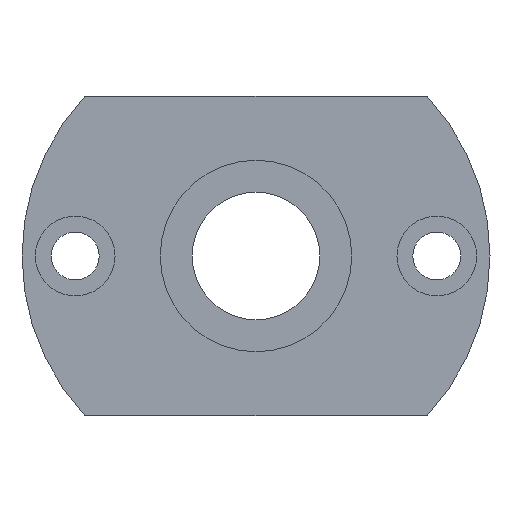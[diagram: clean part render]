
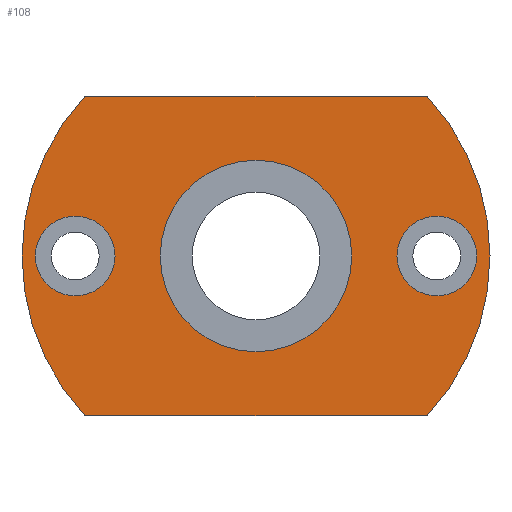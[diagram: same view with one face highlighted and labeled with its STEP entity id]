
A CAD part, left-side view. The second image highlights one B-rep face of the part: STEP entity #108.
In plain terms, the highlighted planar face has unit normal (-1, 0, 0).
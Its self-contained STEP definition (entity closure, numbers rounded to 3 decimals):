
#108 = ADVANCED_FACE( '', ( #185, #186, #187, #188 ), #189, .T. );
#185 = FACE_BOUND( '', #265, .T. );
#186 = FACE_BOUND( '', #266, .T. );
#187 = FACE_OUTER_BOUND( '', #267, .T. );
#188 = FACE_BOUND( '', #268, .T. );
#189 = PLANE( '', #269 );
#265 = EDGE_LOOP( '', ( #515, #516 ) );
#266 = EDGE_LOOP( '', ( #517, #518 ) );
#267 = EDGE_LOOP( '', ( #519, #520, #521, #522, #523, #524 ) );
#268 = EDGE_LOOP( '', ( #525, #526 ) );
#269 = AXIS2_PLACEMENT_3D( '', #527, #528, #529 );
#515 = ORIENTED_EDGE( '', *, *, #583, .T. );
#516 = ORIENTED_EDGE( '', *, *, #573, .T. );
#517 = ORIENTED_EDGE( '', *, *, #587, .T. );
#518 = ORIENTED_EDGE( '', *, *, #565, .T. );
#519 = ORIENTED_EDGE( '', *, *, #589, .T. );
#520 = ORIENTED_EDGE( '', *, *, #561, .T. );
#521 = ORIENTED_EDGE( '', *, *, #595, .T. );
#522 = ORIENTED_EDGE( '', *, *, #592, .T. );
#523 = ORIENTED_EDGE( '', *, *, #596, .T. );
#524 = ORIENTED_EDGE( '', *, *, #559, .T. );
#525 = ORIENTED_EDGE( '', *, *, #598, .F. );
#526 = ORIENTED_EDGE( '', *, *, #555, .F. );
#527 = CARTESIAN_POINT( '', ( 0., 15.5, 0. ) );
#528 = DIRECTION( '', ( -1., 0., 0. ) );
#529 = DIRECTION( '', ( 0., 1., 0. ) );
#555 = EDGE_CURVE( '', #657, #653, #659, .T. );
#559 = EDGE_CURVE( '', #661, #665, #667, .T. );
#561 = EDGE_CURVE( '', #671, #668, #672, .T. );
#565 = EDGE_CURVE( '', #679, #676, #680, .T. );
#573 = EDGE_CURVE( '', #695, #692, #696, .T. );
#583 = EDGE_CURVE( '', #692, #695, #711, .T. );
#587 = EDGE_CURVE( '', #676, #679, #715, .T. );
#589 = EDGE_CURVE( '', #665, #671, #717, .T. );
#592 = EDGE_CURVE( '', #723, #721, #724, .T. );
#595 = EDGE_CURVE( '', #668, #723, #727, .T. );
#596 = EDGE_CURVE( '', #721, #661, #728, .T. );
#598 = EDGE_CURVE( '', #653, #657, #730, .T. );
#653 = VERTEX_POINT( '', #793 );
#657 = VERTEX_POINT( '', #798 );
#659 = CIRCLE( '', #801, 9. );
#661 = VERTEX_POINT( '', #803 );
#665 = VERTEX_POINT( '', #808 );
#667 = CIRCLE( '', #811, 22. );
#668 = VERTEX_POINT( '', #812 );
#671 = VERTEX_POINT( '', #816 );
#672 = CIRCLE( '', #817, 22. );
#676 = VERTEX_POINT( '', #822 );
#679 = VERTEX_POINT( '', #826 );
#680 = CIRCLE( '', #827, 3.75 );
#692 = VERTEX_POINT( '', #842 );
#695 = VERTEX_POINT( '', #846 );
#696 = CIRCLE( '', #847, 3.75 );
#711 = CIRCLE( '', #865, 3.75 );
#715 = CIRCLE( '', #869, 3.75 );
#717 = LINE( '', #872, #873 );
#721 = VERTEX_POINT( '', #878 );
#723 = VERTEX_POINT( '', #881 );
#724 = LINE( '', #882, #883 );
#727 = CIRCLE( '', #887, 22. );
#728 = CIRCLE( '', #888, 22. );
#730 = CIRCLE( '', #890, 9. );
#793 = CARTESIAN_POINT( '', ( 0., 9., 0. ) );
#798 = CARTESIAN_POINT( '', ( 0., -9., 0. ) );
#801 = AXIS2_PLACEMENT_3D( '', #956, #957, #958 );
#803 = CARTESIAN_POINT( '', ( 0., 22., 0. ) );
#808 = CARTESIAN_POINT( '', ( 0., 16.093, -15. ) );
#811 = AXIS2_PLACEMENT_3D( '', #964, #965, #966 );
#812 = CARTESIAN_POINT( '', ( 0., -22., 0. ) );
#816 = CARTESIAN_POINT( '', ( 0., -16.093, -15. ) );
#817 = AXIS2_PLACEMENT_3D( '', #968, #969, #970 );
#822 = CARTESIAN_POINT( '', ( 0., 20.75, 0. ) );
#826 = CARTESIAN_POINT( '', ( 0., 13.25, 0. ) );
#827 = AXIS2_PLACEMENT_3D( '', #976, #977, #978 );
#842 = CARTESIAN_POINT( '', ( 0., -13.25, 0. ) );
#846 = CARTESIAN_POINT( '', ( 0., -20.75, 0. ) );
#847 = AXIS2_PLACEMENT_3D( '', #992, #993, #994 );
#865 = AXIS2_PLACEMENT_3D( '', #1016, #1017, #1018 );
#869 = AXIS2_PLACEMENT_3D( '', #1028, #1029, #1030 );
#872 = CARTESIAN_POINT( '', ( 0., -0.297, -15. ) );
#873 = VECTOR( '', #1032, 1. );
#878 = CARTESIAN_POINT( '', ( 0., 16.093, 15. ) );
#881 = CARTESIAN_POINT( '', ( 0., -16.093, 15. ) );
#882 = CARTESIAN_POINT( '', ( 0., 15.797, 15. ) );
#883 = VECTOR( '', #1035, 1. );
#887 = AXIS2_PLACEMENT_3D( '', #1040, #1041, #1042 );
#888 = AXIS2_PLACEMENT_3D( '', #1043, #1044, #1045 );
#890 = AXIS2_PLACEMENT_3D( '', #1049, #1050, #1051 );
#956 = CARTESIAN_POINT( '', ( 0., 0., 0. ) );
#957 = DIRECTION( '', ( -1., 0., 0. ) );
#958 = DIRECTION( '', ( 0., 1., 0. ) );
#964 = CARTESIAN_POINT( '', ( 0., 0., 0. ) );
#965 = DIRECTION( '', ( -1., 0., 0. ) );
#966 = DIRECTION( '', ( 0., 1., 0. ) );
#968 = CARTESIAN_POINT( '', ( 0., 0., 0. ) );
#969 = DIRECTION( '', ( -1., 0., 0. ) );
#970 = DIRECTION( '', ( 0., 1., 0. ) );
#976 = CARTESIAN_POINT( '', ( 0., 17., 0. ) );
#977 = DIRECTION( '', ( 1., 0., 0. ) );
#978 = DIRECTION( '', ( 0., 1., 0. ) );
#992 = CARTESIAN_POINT( '', ( 0., -17., 0. ) );
#993 = DIRECTION( '', ( 1., 0., 0. ) );
#994 = DIRECTION( '', ( 0., 1., 0. ) );
#1016 = CARTESIAN_POINT( '', ( 0., -17., 0. ) );
#1017 = DIRECTION( '', ( 1., 0., 0. ) );
#1018 = DIRECTION( '', ( 0., 1., 0. ) );
#1028 = CARTESIAN_POINT( '', ( 0., 17., 0. ) );
#1029 = DIRECTION( '', ( 1., 0., 0. ) );
#1030 = DIRECTION( '', ( 0., 1., 0. ) );
#1032 = DIRECTION( '', ( 0., -1., 0. ) );
#1035 = DIRECTION( '', ( 0., 1., 0. ) );
#1040 = CARTESIAN_POINT( '', ( 0., 0., 0. ) );
#1041 = DIRECTION( '', ( -1., 0., 0. ) );
#1042 = DIRECTION( '', ( 0., 1., 0. ) );
#1043 = CARTESIAN_POINT( '', ( 0., 0., 0. ) );
#1044 = DIRECTION( '', ( -1., 0., 0. ) );
#1045 = DIRECTION( '', ( 0., 1., 0. ) );
#1049 = CARTESIAN_POINT( '', ( 0., 0., 0. ) );
#1050 = DIRECTION( '', ( -1., 0., 0. ) );
#1051 = DIRECTION( '', ( 0., 1., 0. ) );
